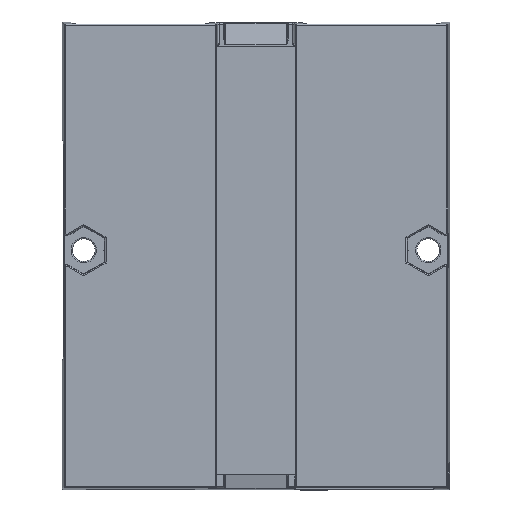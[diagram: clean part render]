
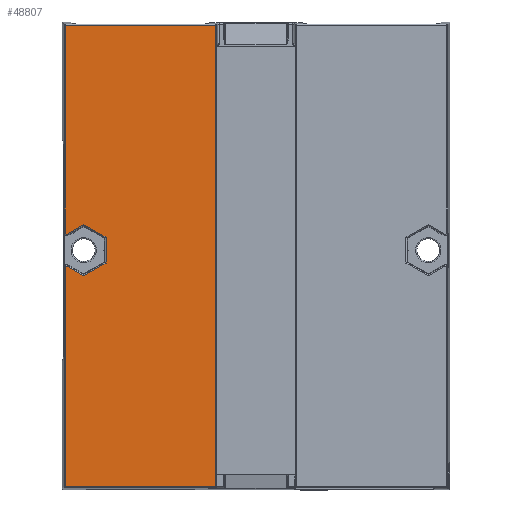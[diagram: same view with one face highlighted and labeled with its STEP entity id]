
A CAD part, front view. The second image highlights one B-rep face of the part: STEP entity #48807.
In plain terms, the highlighted planar face has unit normal (0, -1, 0).
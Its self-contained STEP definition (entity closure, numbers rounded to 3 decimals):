
#35 = VERTEX_POINT ( 'NONE', #15885 ) ;
#779 = DIRECTION ( 'NONE',  ( 0., 0., 1. ) ) ;
#1324 = CARTESIAN_POINT ( 'NONE',  ( -33.374, 0., 2.857 ) ) ;
#1334 = VECTOR ( 'NONE', #47641, 1000. ) ;
#1467 = CARTESIAN_POINT ( 'NONE',  ( -33.412, 0., -2.992 ) ) ;
#1801 = VERTEX_POINT ( 'NONE', #4985 ) ;
#2121 = ORIENTED_EDGE ( 'NONE', *, *, #54868, .T. ) ;
#2246 = VECTOR ( 'NONE', #42493, 1000. ) ;
#2535 = ORIENTED_EDGE ( 'NONE', *, *, #6283, .T. ) ;
#2778 = VECTOR ( 'NONE', #5706, 1000. ) ;
#3756 = CARTESIAN_POINT ( 'NONE',  ( -33.119, 0., -2.823 ) ) ;
#4985 = CARTESIAN_POINT ( 'NONE',  ( -33.412, 0., -41.412 ) ) ;
#5706 = DIRECTION ( 'NONE',  ( 0., 0., -1. ) ) ;
#6283 = EDGE_CURVE ( 'NONE', #43106, #35, #13682, .T. ) ;
#6707 = VECTOR ( 'NONE', #52334, 1000. ) ;
#7436 = LINE ( 'NONE', #12997, #38769 ) ;
#8334 = ORIENTED_EDGE ( 'NONE', *, *, #16869, .T. ) ;
#8430 = LINE ( 'NONE', #19998, #1334 ) ;
#8819 = DIRECTION ( 'NONE',  ( 0., 0., -1. ) ) ;
#10279 = CARTESIAN_POINT ( 'NONE',  ( -33.412, 0., 2.923 ) ) ;
#11120 = EDGE_CURVE ( 'NONE', #14750, #42563, #8430, .T. ) ;
#12997 = CARTESIAN_POINT ( 'NONE',  ( -7.088, 0., -41.412 ) ) ;
#13682 = LINE ( 'NONE', #19629, #2246 ) ;
#14214 = EDGE_CURVE ( 'NONE', #42563, #43106, #28432, .T. ) ;
#14269 = CARTESIAN_POINT ( 'NONE',  ( -33.412, 0., 2.992 ) ) ;
#14750 = VERTEX_POINT ( 'NONE', #32095 ) ;
#15885 = CARTESIAN_POINT ( 'NONE',  ( -30.2, 0., -4.509 ) ) ;
#16869 = EDGE_CURVE ( 'NONE', #44221, #23155, #21019, .T. ) ;
#17494 = VECTOR ( 'NONE', #34378, 1000. ) ;
#17559 = LINE ( 'NONE', #51269, #21074 ) ;
#17997 = LINE ( 'NONE', #45551, #51503 ) ;
#18079 = CARTESIAN_POINT ( 'NONE',  ( -26.295, 0., 2.254 ) ) ;
#18487 = VERTEX_POINT ( 'NONE', #28090 ) ;
#18570 = VERTEX_POINT ( 'NONE', #45835 ) ;
#18585 = CARTESIAN_POINT ( 'NONE',  ( 0., 0., 0. ) ) ;
#19113 = LINE ( 'NONE', #53193, #30478 ) ;
#19629 = CARTESIAN_POINT ( 'NONE',  ( -5.598, 0., 9.695 ) ) ;
#19998 = CARTESIAN_POINT ( 'NONE',  ( -5.598, 0., -9.695 ) ) ;
#20249 = LINE ( 'NONE', #24266, #52332 ) ;
#20661 = CARTESIAN_POINT ( 'NONE',  ( -33.412, 0., 2.992 ) ) ;
#21019 = LINE ( 'NONE', #20661, #17494 ) ;
#21074 = VECTOR ( 'NONE', #41870, 1000. ) ;
#22778 = ORIENTED_EDGE ( 'NONE', *, *, #49817, .T. ) ;
#23155 = VERTEX_POINT ( 'NONE', #54491 ) ;
#23446 = CARTESIAN_POINT ( 'NONE',  ( -33.119, 0., 2.823 ) ) ;
#24266 = CARTESIAN_POINT ( 'NONE',  ( 0., 0., 39.412 ) ) ;
#25209 = CARTESIAN_POINT ( 'NONE',  ( -9.502, 0., 16.459 ) ) ;
#28090 = CARTESIAN_POINT ( 'NONE',  ( -33.412, 0., -2.992 ) ) ;
#28130 = EDGE_CURVE ( 'NONE', #35, #57739, #17559, .T. ) ;
#28305 = CARTESIAN_POINT ( 'NONE',  ( -33.412, 0., 39.412 ) ) ;
#28432 = LINE ( 'NONE', #46685, #2778 ) ;
#28694 = CARTESIAN_POINT ( 'NONE',  ( -33.412, 0., -2.923 ) ) ;
#30191 = B_SPLINE_CURVE_WITH_KNOTS ( 'NONE', 3,
 ( #14269, #10279, #1324, #55475, #32740, #23446 ),
 .UNSPECIFIED., .F., .F.,
 ( 4, 2, 4 ),
 ( 0., 0., 0. ),
 .UNSPECIFIED. ) ;
#30478 = VECTOR ( 'NONE', #43986, 1000. ) ;
#30871 = EDGE_CURVE ( 'NONE', #18570, #58963, #17997, .T. ) ;
#31283 = DIRECTION ( 'NONE',  ( 1., 0., 0. ) ) ;
#32095 = CARTESIAN_POINT ( 'NONE',  ( -30.2, 0., 4.509 ) ) ;
#32631 = CARTESIAN_POINT ( 'NONE',  ( -26.295, 0., -2.254 ) ) ;
#32740 = CARTESIAN_POINT ( 'NONE',  ( -33.179, 0., 2.789 ) ) ;
#32797 = DIRECTION ( 'NONE',  ( -1., 0., 0. ) ) ;
#33058 = ORIENTED_EDGE ( 'NONE', *, *, #49076, .T. ) ;
#34378 = DIRECTION ( 'NONE',  ( 0., 0., -1. ) ) ;
#34650 = ORIENTED_EDGE ( 'NONE', *, *, #28130, .T. ) ;
#35167 = AXIS2_PLACEMENT_3D ( 'NONE', #18585, #41247, #8819 ) ;
#37023 = EDGE_CURVE ( 'NONE', #1801, #18570, #7436, .T. ) ;
#38769 = VECTOR ( 'NONE', #31283, 1000. ) ;
#40978 = ORIENTED_EDGE ( 'NONE', *, *, #48065, .T. ) ;
#41247 = DIRECTION ( 'NONE',  ( 0., -1., 0. ) ) ;
#41870 = DIRECTION ( 'NONE',  ( -0.866, 0., 0.5 ) ) ;
#42493 = DIRECTION ( 'NONE',  ( -0.866, 0., -0.5 ) ) ;
#42563 = VERTEX_POINT ( 'NONE', #18079 ) ;
#43106 = VERTEX_POINT ( 'NONE', #32631 ) ;
#43986 = DIRECTION ( 'NONE',  ( 0., 0., -1. ) ) ;
#44115 = CARTESIAN_POINT ( 'NONE',  ( -33.119, 0., 2.823 ) ) ;
#44221 = VERTEX_POINT ( 'NONE', #28305 ) ;
#44365 = B_SPLINE_CURVE_WITH_KNOTS ( 'NONE', 3,
 ( #3756, #53718, #51056, #47038, #28694, #1467 ),
 .UNSPECIFIED., .F., .F.,
 ( 4, 2, 4 ),
 ( 0., 0., 0. ),
 .UNSPECIFIED. ) ;
#44507 = LINE ( 'NONE', #25209, #6707 ) ;
#45551 = CARTESIAN_POINT ( 'NONE',  ( -7.088, 0., 39.607 ) ) ;
#45604 = EDGE_CURVE ( 'NONE', #50608, #14750, #44507, .T. ) ;
#45835 = CARTESIAN_POINT ( 'NONE',  ( -7.088, 0., -41.412 ) ) ;
#46685 = CARTESIAN_POINT ( 'NONE',  ( -26.295, 0., 0. ) ) ;
#46923 = FACE_OUTER_BOUND ( 'NONE', #51006, .T. ) ;
#47038 = CARTESIAN_POINT ( 'NONE',  ( -33.374, 0., -2.857 ) ) ;
#47641 = DIRECTION ( 'NONE',  ( 0.866, 0., -0.5 ) ) ;
#47846 = CARTESIAN_POINT ( 'NONE',  ( -7.088, 0., 39.412 ) ) ;
#48065 = EDGE_CURVE ( 'NONE', #23155, #50608, #30191, .T. ) ;
#48807 = ADVANCED_FACE ( 'NONE', ( #46923 ), #54435, .T. ) ;
#49076 = EDGE_CURVE ( 'NONE', #18487, #1801, #19113, .T. ) ;
#49817 = EDGE_CURVE ( 'NONE', #57739, #18487, #44365, .T. ) ;
#50608 = VERTEX_POINT ( 'NONE', #44115 ) ;
#50894 = ORIENTED_EDGE ( 'NONE', *, *, #14214, .T. ) ;
#51006 = EDGE_LOOP ( 'NONE', ( #51288, #2121, #8334, #40978, #55758, #55692, #50894, #2535, #34650, #22778, #33058, #58462 ) ) ;
#51056 = CARTESIAN_POINT ( 'NONE',  ( -33.255, 0., -2.789 ) ) ;
#51269 = CARTESIAN_POINT ( 'NONE',  ( -9.502, 0., -16.459 ) ) ;
#51288 = ORIENTED_EDGE ( 'NONE', *, *, #30871, .T. ) ;
#51503 = VECTOR ( 'NONE', #779, 1000. ) ;
#52332 = VECTOR ( 'NONE', #32797, 1000. ) ;
#52334 = DIRECTION ( 'NONE',  ( 0.866, 0., 0.5 ) ) ;
#53193 = CARTESIAN_POINT ( 'NONE',  ( -33.412, 0., -41.607 ) ) ;
#53287 = CARTESIAN_POINT ( 'NONE',  ( -33.119, 0., -2.823 ) ) ;
#53718 = CARTESIAN_POINT ( 'NONE',  ( -33.179, 0., -2.789 ) ) ;
#54435 = PLANE ( 'NONE',  #35167 ) ;
#54491 = CARTESIAN_POINT ( 'NONE',  ( -33.412, 0., 2.992 ) ) ;
#54868 = EDGE_CURVE ( 'NONE', #58963, #44221, #20249, .T. ) ;
#55475 = CARTESIAN_POINT ( 'NONE',  ( -33.255, 0., 2.789 ) ) ;
#55692 = ORIENTED_EDGE ( 'NONE', *, *, #11120, .T. ) ;
#55758 = ORIENTED_EDGE ( 'NONE', *, *, #45604, .T. ) ;
#57739 = VERTEX_POINT ( 'NONE', #53287 ) ;
#58462 = ORIENTED_EDGE ( 'NONE', *, *, #37023, .T. ) ;
#58963 = VERTEX_POINT ( 'NONE', #47846 ) ;
